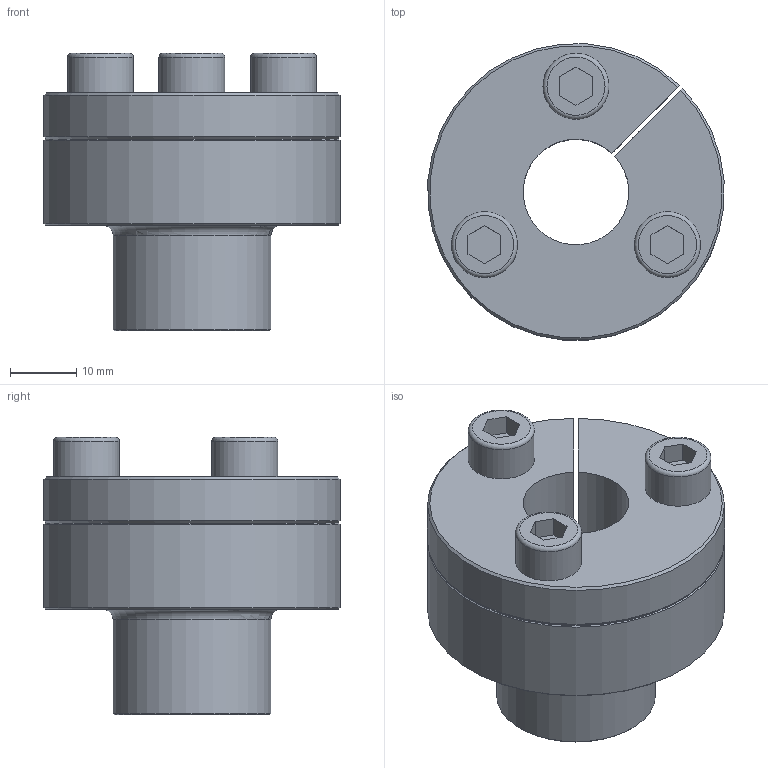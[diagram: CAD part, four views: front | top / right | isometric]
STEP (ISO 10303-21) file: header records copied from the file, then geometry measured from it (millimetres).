
FILE_DESCRIPTION(/* description */ (''),/* implementation_level */ '2;1');
FILE_NAME(/* name */ 'OBC 16x24x36 B.stp',/* time_stamp */ '2018-10-10T05:55:05-08:00',/* author */ ('ASUS'),/* organization */ ('TraceParts S.A.'),/* preprocessor_version */ 'ST-DEVELOPER v16.13',/* originating_system */ 'Autodesk Inventor 2018',/* authorisation */ '');
FILE_SCHEMA (('AUTOMOTIVE_DESIGN { 1 0 10303 214 3 1 1 }'));
Length unit declared in the file: millimetre
Products named in the file (1): locks_cl16x24t
Bounding box: 44.86 x 44.86 x 42 mm (x, y, z)
Volume: 27646.3 mm3; surface area: 13161.5 mm2
Topology: 1 solids, 1 shells, 68 faces, 183 edges, 120 vertices
Faces by surface type: plane 37, cylinder 14, cone 12, torus 5
Full cylindrical faces by diameter (mm): 6 x6, 10 x3
Entity records: 2193 total; most frequent: CARTESIAN_POINT 411, DIRECTION 350, ORIENTED_EDGE 324, EDGE_CURVE 162, AXIS2_PLACEMENT_3D 127, VERTEX_POINT 114, LINE 96, VECTOR 96
